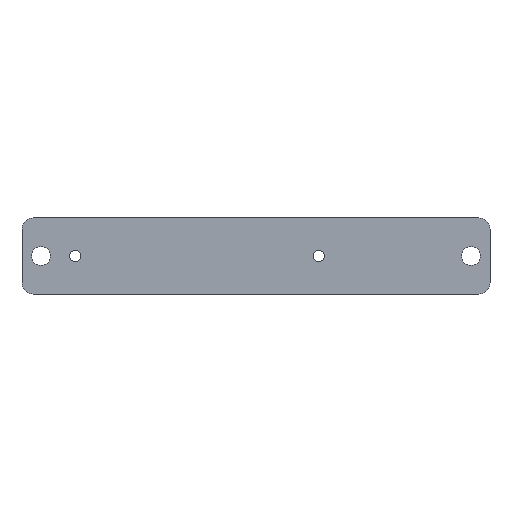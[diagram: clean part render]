
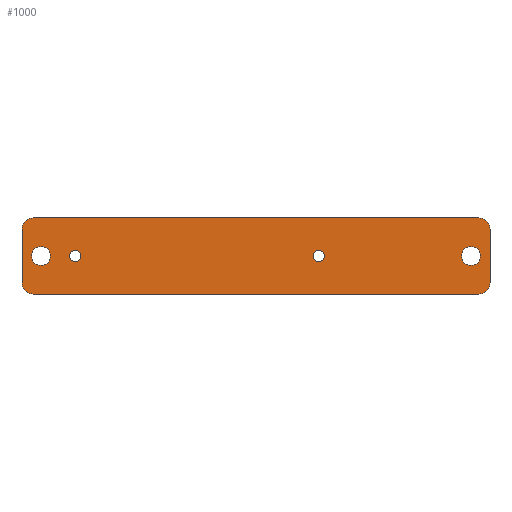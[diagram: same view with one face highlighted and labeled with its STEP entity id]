
A CAD part, top view. The second image highlights one B-rep face of the part: STEP entity #1000.
In plain terms, the highlighted planar face has unit normal (0, 0, 1).
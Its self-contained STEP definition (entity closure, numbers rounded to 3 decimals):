
#222=CARTESIAN_POINT('Axis2P3D Location',(68.5,-7.,3.)) ;
#226=CARTESIAN_POINT('Vertex',(71.5,-7.,3.)) ;
#228=CARTESIAN_POINT('Vertex',(68.5,-10.,3.)) ;
#262=CARTESIAN_POINT('Line Origine',(10.,-10.,3.)) ;
#266=CARTESIAN_POINT('Vertex',(-48.5,-10.,3.)) ;
#293=CARTESIAN_POINT('Axis2P3D Location',(-48.5,-7.,3.)) ;
#297=CARTESIAN_POINT('Vertex',(-51.5,-7.,3.)) ;
#324=CARTESIAN_POINT('Line Origine',(-51.5,0.,3.)) ;
#328=CARTESIAN_POINT('Vertex',(-51.5,7.,3.)) ;
#355=CARTESIAN_POINT('Axis2P3D Location',(-48.5,7.,3.)) ;
#359=CARTESIAN_POINT('Vertex',(-48.5,10.,3.)) ;
#386=CARTESIAN_POINT('Line Origine',(10.,10.,3.)) ;
#390=CARTESIAN_POINT('Vertex',(68.5,10.,3.)) ;
#417=CARTESIAN_POINT('Axis2P3D Location',(68.5,7.,3.)) ;
#421=CARTESIAN_POINT('Vertex',(71.5,7.,3.)) ;
#448=CARTESIAN_POINT('Line Origine',(71.5,0.,3.)) ;
#476=CARTESIAN_POINT('Vertex',(-49.,0.,3.)) ;
#490=CARTESIAN_POINT('Vertex',(-46.5,2.5,3.)) ;
#493=CARTESIAN_POINT('Axis2P3D Location',(-46.5,0.,3.)) ;
#511=CARTESIAN_POINT('Vertex',(-46.5,-2.5,3.)) ;
#519=CARTESIAN_POINT('Axis2P3D Location',(-46.5,0.,3.)) ;
#542=CARTESIAN_POINT('Vertex',(-44.,0.,3.)) ;
#550=CARTESIAN_POINT('Axis2P3D Location',(-46.5,0.,3.)) ;
#567=CARTESIAN_POINT('Axis2P3D Location',(-46.5,0.,3.)) ;
#590=CARTESIAN_POINT('Vertex',(64.,0.,3.)) ;
#604=CARTESIAN_POINT('Vertex',(66.5,2.5,3.)) ;
#607=CARTESIAN_POINT('Axis2P3D Location',(66.5,0.,3.)) ;
#625=CARTESIAN_POINT('Vertex',(66.5,-2.5,3.)) ;
#633=CARTESIAN_POINT('Axis2P3D Location',(66.5,0.,3.)) ;
#656=CARTESIAN_POINT('Vertex',(69.,0.,3.)) ;
#664=CARTESIAN_POINT('Axis2P3D Location',(66.5,0.,3.)) ;
#681=CARTESIAN_POINT('Axis2P3D Location',(66.5,0.,3.)) ;
#704=CARTESIAN_POINT('Vertex',(25.,0.,3.)) ;
#718=CARTESIAN_POINT('Vertex',(26.5,1.5,3.)) ;
#721=CARTESIAN_POINT('Axis2P3D Location',(26.5,0.,3.)) ;
#739=CARTESIAN_POINT('Vertex',(26.5,-1.5,3.)) ;
#747=CARTESIAN_POINT('Axis2P3D Location',(26.5,0.,3.)) ;
#770=CARTESIAN_POINT('Vertex',(28.,0.,3.)) ;
#778=CARTESIAN_POINT('Axis2P3D Location',(26.5,0.,3.)) ;
#795=CARTESIAN_POINT('Axis2P3D Location',(26.5,0.,3.)) ;
#818=CARTESIAN_POINT('Vertex',(-39.,0.,3.)) ;
#832=CARTESIAN_POINT('Vertex',(-37.5,1.5,3.)) ;
#835=CARTESIAN_POINT('Axis2P3D Location',(-37.5,0.,3.)) ;
#853=CARTESIAN_POINT('Vertex',(-37.5,-1.5,3.)) ;
#861=CARTESIAN_POINT('Axis2P3D Location',(-37.5,0.,3.)) ;
#884=CARTESIAN_POINT('Vertex',(-36.,0.,3.)) ;
#892=CARTESIAN_POINT('Axis2P3D Location',(-37.5,0.,3.)) ;
#909=CARTESIAN_POINT('Axis2P3D Location',(-37.5,0.,3.)) ;
#961=CARTESIAN_POINT('Axis2P3D Location',(10.,0.,3.)) ;
#264=VECTOR('Line Direction',#263,1.) ;
#326=VECTOR('Line Direction',#325,1.) ;
#388=VECTOR('Line Direction',#387,1.) ;
#450=VECTOR('Line Direction',#449,1.) ;
#223=DIRECTION('Axis2P3D Direction',(0.,0.,-1.)) ;
#263=DIRECTION('Vector Direction',(-1.,0.,0.)) ;
#294=DIRECTION('Axis2P3D Direction',(0.,0.,-1.)) ;
#325=DIRECTION('Vector Direction',(0.,1.,0.)) ;
#356=DIRECTION('Axis2P3D Direction',(0.,0.,-1.)) ;
#387=DIRECTION('Vector Direction',(1.,0.,0.)) ;
#418=DIRECTION('Axis2P3D Direction',(0.,0.,-1.)) ;
#449=DIRECTION('Vector Direction',(0.,-1.,0.)) ;
#494=DIRECTION('Axis2P3D Direction',(0.,0.,-1.)) ;
#520=DIRECTION('Axis2P3D Direction',(0.,0.,-1.)) ;
#551=DIRECTION('Axis2P3D Direction',(0.,0.,-1.)) ;
#568=DIRECTION('Axis2P3D Direction',(0.,0.,-1.)) ;
#608=DIRECTION('Axis2P3D Direction',(0.,0.,-1.)) ;
#634=DIRECTION('Axis2P3D Direction',(0.,0.,-1.)) ;
#665=DIRECTION('Axis2P3D Direction',(0.,0.,-1.)) ;
#682=DIRECTION('Axis2P3D Direction',(0.,0.,-1.)) ;
#722=DIRECTION('Axis2P3D Direction',(0.,0.,-1.)) ;
#748=DIRECTION('Axis2P3D Direction',(0.,0.,-1.)) ;
#779=DIRECTION('Axis2P3D Direction',(0.,0.,-1.)) ;
#796=DIRECTION('Axis2P3D Direction',(0.,0.,-1.)) ;
#836=DIRECTION('Axis2P3D Direction',(0.,0.,-1.)) ;
#862=DIRECTION('Axis2P3D Direction',(0.,0.,-1.)) ;
#893=DIRECTION('Axis2P3D Direction',(0.,0.,-1.)) ;
#910=DIRECTION('Axis2P3D Direction',(0.,0.,-1.)) ;
#962=DIRECTION('Axis2P3D Direction',(0.,0.,-1.)) ;
#963=DIRECTION('Axis2P3D XDirection',(1.,0.,0.)) ;
#224=AXIS2_PLACEMENT_3D('Circle Axis2P3D',#222,#223,$) ;
#295=AXIS2_PLACEMENT_3D('Circle Axis2P3D',#293,#294,$) ;
#357=AXIS2_PLACEMENT_3D('Circle Axis2P3D',#355,#356,$) ;
#419=AXIS2_PLACEMENT_3D('Circle Axis2P3D',#417,#418,$) ;
#495=AXIS2_PLACEMENT_3D('Circle Axis2P3D',#493,#494,$) ;
#521=AXIS2_PLACEMENT_3D('Circle Axis2P3D',#519,#520,$) ;
#552=AXIS2_PLACEMENT_3D('Circle Axis2P3D',#550,#551,$) ;
#569=AXIS2_PLACEMENT_3D('Circle Axis2P3D',#567,#568,$) ;
#609=AXIS2_PLACEMENT_3D('Circle Axis2P3D',#607,#608,$) ;
#635=AXIS2_PLACEMENT_3D('Circle Axis2P3D',#633,#634,$) ;
#666=AXIS2_PLACEMENT_3D('Circle Axis2P3D',#664,#665,$) ;
#683=AXIS2_PLACEMENT_3D('Circle Axis2P3D',#681,#682,$) ;
#723=AXIS2_PLACEMENT_3D('Circle Axis2P3D',#721,#722,$) ;
#749=AXIS2_PLACEMENT_3D('Circle Axis2P3D',#747,#748,$) ;
#780=AXIS2_PLACEMENT_3D('Circle Axis2P3D',#778,#779,$) ;
#797=AXIS2_PLACEMENT_3D('Circle Axis2P3D',#795,#796,$) ;
#837=AXIS2_PLACEMENT_3D('Circle Axis2P3D',#835,#836,$) ;
#863=AXIS2_PLACEMENT_3D('Circle Axis2P3D',#861,#862,$) ;
#894=AXIS2_PLACEMENT_3D('Circle Axis2P3D',#892,#893,$) ;
#911=AXIS2_PLACEMENT_3D('Circle Axis2P3D',#909,#910,$) ;
#964=AXIS2_PLACEMENT_3D('Plane Axis2P3D',#961,#962,#963) ;
#265=LINE('Line',#262,#264) ;
#327=LINE('Line',#324,#326) ;
#389=LINE('Line',#386,#388) ;
#451=LINE('Line',#448,#450) ;
#225=CIRCLE('generated circle',#224,3.) ;
#296=CIRCLE('generated circle',#295,3.) ;
#358=CIRCLE('generated circle',#357,3.) ;
#420=CIRCLE('generated circle',#419,3.) ;
#496=CIRCLE('generated circle',#495,2.5) ;
#522=CIRCLE('generated circle',#521,2.5) ;
#553=CIRCLE('generated circle',#552,2.5) ;
#570=CIRCLE('generated circle',#569,2.5) ;
#610=CIRCLE('generated circle',#609,2.5) ;
#636=CIRCLE('generated circle',#635,2.5) ;
#667=CIRCLE('generated circle',#666,2.5) ;
#684=CIRCLE('generated circle',#683,2.5) ;
#724=CIRCLE('generated circle',#723,1.5) ;
#750=CIRCLE('generated circle',#749,1.5) ;
#781=CIRCLE('generated circle',#780,1.5) ;
#798=CIRCLE('generated circle',#797,1.5) ;
#838=CIRCLE('generated circle',#837,1.5) ;
#864=CIRCLE('generated circle',#863,1.5) ;
#895=CIRCLE('generated circle',#894,1.5) ;
#912=CIRCLE('generated circle',#911,1.5) ;
#965=PLANE('',#964) ;
#981=FACE_BOUND('',#976,.T.) ;
#987=FACE_BOUND('',#982,.T.) ;
#993=FACE_BOUND('',#988,.T.) ;
#999=FACE_BOUND('',#994,.T.) ;
#230=EDGE_CURVE('',#227,#229,#225,.T.) ;
#268=EDGE_CURVE('',#229,#267,#265,.T.) ;
#299=EDGE_CURVE('',#267,#298,#296,.T.) ;
#330=EDGE_CURVE('',#298,#329,#327,.T.) ;
#361=EDGE_CURVE('',#329,#360,#358,.T.) ;
#392=EDGE_CURVE('',#360,#391,#389,.T.) ;
#423=EDGE_CURVE('',#391,#422,#420,.T.) ;
#452=EDGE_CURVE('',#422,#227,#451,.T.) ;
#497=EDGE_CURVE('',#477,#491,#496,.T.) ;
#523=EDGE_CURVE('',#512,#477,#522,.T.) ;
#554=EDGE_CURVE('',#543,#512,#553,.T.) ;
#571=EDGE_CURVE('',#491,#543,#570,.T.) ;
#611=EDGE_CURVE('',#591,#605,#610,.T.) ;
#637=EDGE_CURVE('',#626,#591,#636,.T.) ;
#668=EDGE_CURVE('',#657,#626,#667,.T.) ;
#685=EDGE_CURVE('',#605,#657,#684,.T.) ;
#725=EDGE_CURVE('',#705,#719,#724,.T.) ;
#751=EDGE_CURVE('',#740,#705,#750,.T.) ;
#782=EDGE_CURVE('',#771,#740,#781,.T.) ;
#799=EDGE_CURVE('',#719,#771,#798,.T.) ;
#839=EDGE_CURVE('',#819,#833,#838,.T.) ;
#865=EDGE_CURVE('',#854,#819,#864,.T.) ;
#896=EDGE_CURVE('',#885,#854,#895,.T.) ;
#913=EDGE_CURVE('',#833,#885,#912,.T.) ;
#967=ORIENTED_EDGE('',*,*,#452,.F.) ;
#968=ORIENTED_EDGE('',*,*,#423,.F.) ;
#969=ORIENTED_EDGE('',*,*,#392,.F.) ;
#970=ORIENTED_EDGE('',*,*,#361,.F.) ;
#971=ORIENTED_EDGE('',*,*,#330,.F.) ;
#972=ORIENTED_EDGE('',*,*,#299,.F.) ;
#973=ORIENTED_EDGE('',*,*,#268,.F.) ;
#974=ORIENTED_EDGE('',*,*,#230,.F.) ;
#977=ORIENTED_EDGE('',*,*,#571,.T.) ;
#978=ORIENTED_EDGE('',*,*,#554,.T.) ;
#979=ORIENTED_EDGE('',*,*,#523,.T.) ;
#980=ORIENTED_EDGE('',*,*,#497,.T.) ;
#983=ORIENTED_EDGE('',*,*,#685,.T.) ;
#984=ORIENTED_EDGE('',*,*,#668,.T.) ;
#985=ORIENTED_EDGE('',*,*,#637,.T.) ;
#986=ORIENTED_EDGE('',*,*,#611,.T.) ;
#989=ORIENTED_EDGE('',*,*,#799,.T.) ;
#990=ORIENTED_EDGE('',*,*,#782,.T.) ;
#991=ORIENTED_EDGE('',*,*,#751,.T.) ;
#992=ORIENTED_EDGE('',*,*,#725,.T.) ;
#995=ORIENTED_EDGE('',*,*,#913,.T.) ;
#996=ORIENTED_EDGE('',*,*,#896,.T.) ;
#997=ORIENTED_EDGE('',*,*,#865,.T.) ;
#998=ORIENTED_EDGE('',*,*,#839,.T.) ;
#966=EDGE_LOOP('',(#967,#968,#969,#970,#971,#972,#973,#974)) ;
#976=EDGE_LOOP('',(#977,#978,#979,#980)) ;
#982=EDGE_LOOP('',(#983,#984,#985,#986)) ;
#988=EDGE_LOOP('',(#989,#990,#991,#992)) ;
#994=EDGE_LOOP('',(#995,#996,#997,#998)) ;
#227=VERTEX_POINT('',#226) ;
#229=VERTEX_POINT('',#228) ;
#267=VERTEX_POINT('',#266) ;
#298=VERTEX_POINT('',#297) ;
#329=VERTEX_POINT('',#328) ;
#360=VERTEX_POINT('',#359) ;
#391=VERTEX_POINT('',#390) ;
#422=VERTEX_POINT('',#421) ;
#477=VERTEX_POINT('',#476) ;
#491=VERTEX_POINT('',#490) ;
#512=VERTEX_POINT('',#511) ;
#543=VERTEX_POINT('',#542) ;
#591=VERTEX_POINT('',#590) ;
#605=VERTEX_POINT('',#604) ;
#626=VERTEX_POINT('',#625) ;
#657=VERTEX_POINT('',#656) ;
#705=VERTEX_POINT('',#704) ;
#719=VERTEX_POINT('',#718) ;
#740=VERTEX_POINT('',#739) ;
#771=VERTEX_POINT('',#770) ;
#819=VERTEX_POINT('',#818) ;
#833=VERTEX_POINT('',#832) ;
#854=VERTEX_POINT('',#853) ;
#885=VERTEX_POINT('',#884) ;
#1000=ADVANCED_FACE('',(#975,#981,#987,#993,#999),#965,.F.) ;
#975=FACE_OUTER_BOUND('',#966,.T.) ;
